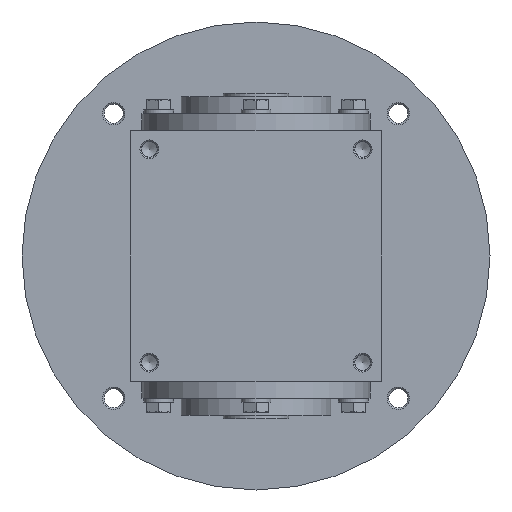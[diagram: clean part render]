
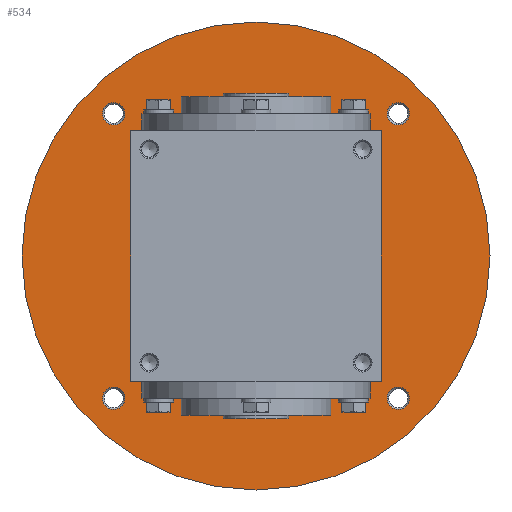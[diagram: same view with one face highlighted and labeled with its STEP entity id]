
A CAD part, left-side view. The second image highlights one B-rep face of the part: STEP entity #534.
In plain terms, the highlighted planar face has unit normal (-1, 0, 0).
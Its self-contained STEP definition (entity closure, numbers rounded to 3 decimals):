
#534 = ADVANCED_FACE( '', ( #1115, #1116, #1117, #1118, #1119, #1120 ), #1121, .F. );
#1115 = FACE_OUTER_BOUND( '', #1835, .T. );
#1116 = FACE_BOUND( '', #1836, .T. );
#1117 = FACE_BOUND( '', #1837, .T. );
#1118 = FACE_BOUND( '', #1838, .T. );
#1119 = FACE_BOUND( '', #1839, .T. );
#1120 = FACE_BOUND( '', #1840, .T. );
#1121 = PLANE( '', #1841 );
#1835 = EDGE_LOOP( '', ( #2829 ) );
#1836 = EDGE_LOOP( '', ( #2830 ) );
#1837 = EDGE_LOOP( '', ( #2831 ) );
#1838 = EDGE_LOOP( '', ( #2832 ) );
#1839 = EDGE_LOOP( '', ( #2833 ) );
#1840 = EDGE_LOOP( '', ( #2834 ) );
#1841 = AXIS2_PLACEMENT_3D( '', #2835, #2836, #2837 );
#2829 = ORIENTED_EDGE( '', *, *, #3908, .F. );
#2830 = ORIENTED_EDGE( '', *, *, #3873, .T. );
#2831 = ORIENTED_EDGE( '', *, *, #3732, .T. );
#2832 = ORIENTED_EDGE( '', *, *, #3909, .T. );
#2833 = ORIENTED_EDGE( '', *, *, #3704, .T. );
#2834 = ORIENTED_EDGE( '', *, *, #3728, .T. );
#2835 = CARTESIAN_POINT( '', ( 55., 50., 0. ) );
#2836 = DIRECTION( '', ( 1., 0., 0. ) );
#2837 = DIRECTION( '', ( 0., 0., -1. ) );
#3704 = EDGE_CURVE( '', #4285, #4285, #4286, .T. );
#3728 = EDGE_CURVE( '', #4319, #4319, #4320, .T. );
#3732 = EDGE_CURVE( '', #4326, #4326, #4327, .T. );
#3873 = EDGE_CURVE( '', #4535, #4535, #4536, .T. );
#3908 = EDGE_CURVE( '', #4585, #4585, #4586, .T. );
#3909 = EDGE_CURVE( '', #4587, #4587, #4588, .T. );
#4285 = VERTEX_POINT( '', #5063 );
#4286 = CIRCLE( '', #5064, 6. );
#4319 = VERTEX_POINT( '', #5098 );
#4320 = CIRCLE( '', #5099, 50. );
#4326 = VERTEX_POINT( '', #5105 );
#4327 = CIRCLE( '', #5106, 6. );
#4535 = VERTEX_POINT( '', #5350 );
#4536 = CIRCLE( '', #5351, 6. );
#4585 = VERTEX_POINT( '', #5435 );
#4586 = CIRCLE( '', #5436, 125. );
#4587 = VERTEX_POINT( '', #5437 );
#4588 = CIRCLE( '', #5438, 6. );
#5063 = CARTESIAN_POINT( '', ( 55., 76.014, 70.014 ) );
#5064 = AXIS2_PLACEMENT_3D( '', #5963, #5964, #5965 );
#5098 = CARTESIAN_POINT( '', ( 55., 0., -50. ) );
#5099 = AXIS2_PLACEMENT_3D( '', #6003, #6004, #6005 );
#5105 = CARTESIAN_POINT( '', ( 55., 76.014, -82.014 ) );
#5106 = AXIS2_PLACEMENT_3D( '', #6012, #6013, #6014 );
#5350 = CARTESIAN_POINT( '', ( 55., -76.014, 70.014 ) );
#5351 = AXIS2_PLACEMENT_3D( '', #6261, #6262, #6263 );
#5435 = CARTESIAN_POINT( '', ( 55., 0., -125. ) );
#5436 = AXIS2_PLACEMENT_3D( '', #6303, #6304, #6305 );
#5437 = CARTESIAN_POINT( '', ( 55., -76.014, -82.014 ) );
#5438 = AXIS2_PLACEMENT_3D( '', #6306, #6307, #6308 );
#5963 = CARTESIAN_POINT( '', ( 55., 76.014, 76.014 ) );
#5964 = DIRECTION( '', ( 1., 0., 0. ) );
#5965 = DIRECTION( '', ( 0., 0., -1. ) );
#6003 = CARTESIAN_POINT( '', ( 55., 0., 0. ) );
#6004 = DIRECTION( '', ( 1., 0., 0. ) );
#6005 = DIRECTION( '', ( 0., 0., -1. ) );
#6012 = CARTESIAN_POINT( '', ( 55., 76.014, -76.014 ) );
#6013 = DIRECTION( '', ( 1., 0., 0. ) );
#6014 = DIRECTION( '', ( 0., 0., -1. ) );
#6261 = CARTESIAN_POINT( '', ( 55., -76.014, 76.014 ) );
#6262 = DIRECTION( '', ( 1., 0., 0. ) );
#6263 = DIRECTION( '', ( 0., 0., -1. ) );
#6303 = CARTESIAN_POINT( '', ( 55., 0., 0. ) );
#6304 = DIRECTION( '', ( 1., 0., 0. ) );
#6305 = DIRECTION( '', ( 0., 0., -1. ) );
#6306 = CARTESIAN_POINT( '', ( 55., -76.014, -76.014 ) );
#6307 = DIRECTION( '', ( 1., 0., 0. ) );
#6308 = DIRECTION( '', ( 0., 0., -1. ) );
